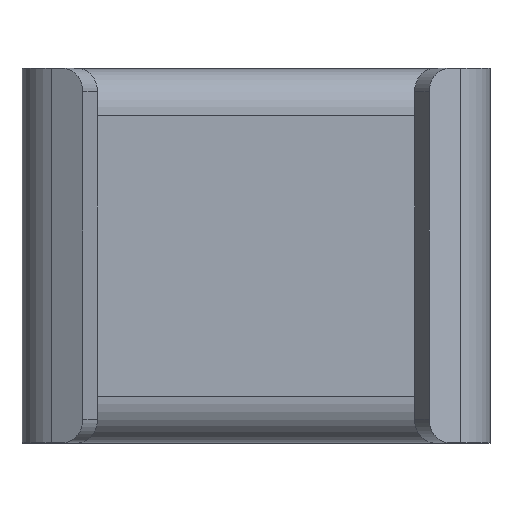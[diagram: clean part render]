
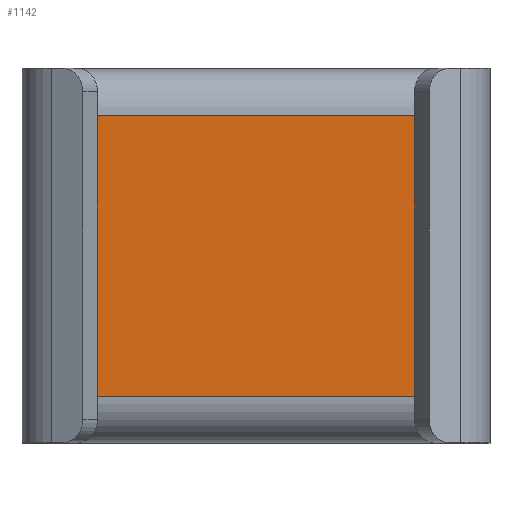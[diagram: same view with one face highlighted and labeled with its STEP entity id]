
A CAD part, top view. The second image highlights one B-rep face of the part: STEP entity #1142.
In plain terms, the highlighted planar face has unit normal (0, 0, 1).
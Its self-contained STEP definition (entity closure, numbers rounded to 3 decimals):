
#59=PLANE('',#1285);
#128=FACE_OUTER_BOUND('',#201,.T.);
#201=EDGE_LOOP('',(#1020,#1021,#1022,#1023));
#293=LINE('',#1900,#402);
#299=LINE('',#1920,#408);
#306=LINE('',#1943,#415);
#309=LINE('',#1954,#418);
#402=VECTOR('',#1543,10.);
#408=VECTOR('',#1569,10.);
#415=VECTOR('',#1602,10.);
#418=VECTOR('',#1619,10.);
#558=VERTEX_POINT('',#1897);
#559=VERTEX_POINT('',#1899);
#562=VERTEX_POINT('',#1917);
#563=VERTEX_POINT('',#1919);
#692=EDGE_CURVE('',#559,#558,#293,.T.);
#702=EDGE_CURVE('',#563,#562,#299,.T.);
#714=EDGE_CURVE('',#562,#559,#306,.T.);
#721=EDGE_CURVE('',#558,#563,#309,.T.);
#1020=ORIENTED_EDGE('',*,*,#692,.T.);
#1021=ORIENTED_EDGE('',*,*,#721,.T.);
#1022=ORIENTED_EDGE('',*,*,#702,.T.);
#1023=ORIENTED_EDGE('',*,*,#714,.T.);
#1142=ADVANCED_FACE('',(#128),#59,.T.);
#1285=AXIS2_PLACEMENT_3D('',#1963,#1632,#1633);
#1543=DIRECTION('',(-1.,0.,0.));
#1569=DIRECTION('',(1.,0.,0.));
#1602=DIRECTION('',(0.,1.,0.));
#1619=DIRECTION('',(0.,-1.,0.));
#1632=DIRECTION('center_axis',(0.,0.,1.));
#1633=DIRECTION('ref_axis',(1.,0.,0.));
#1897=CARTESIAN_POINT('',(2.6,12.,2.5));
#1899=CARTESIAN_POINT('',(37.4,12.,2.5));
#1900=CARTESIAN_POINT('',(28.7,12.,2.5));
#1917=CARTESIAN_POINT('',(37.4,-12.,2.5));
#1919=CARTESIAN_POINT('',(2.6,-12.,2.5));
#1920=CARTESIAN_POINT('',(11.3,-12.,2.5));
#1943=CARTESIAN_POINT('',(37.4,8.,2.5));
#1954=CARTESIAN_POINT('',(2.6,-8.,2.5));
#1963=CARTESIAN_POINT('Origin',(20.,0.,2.5));
